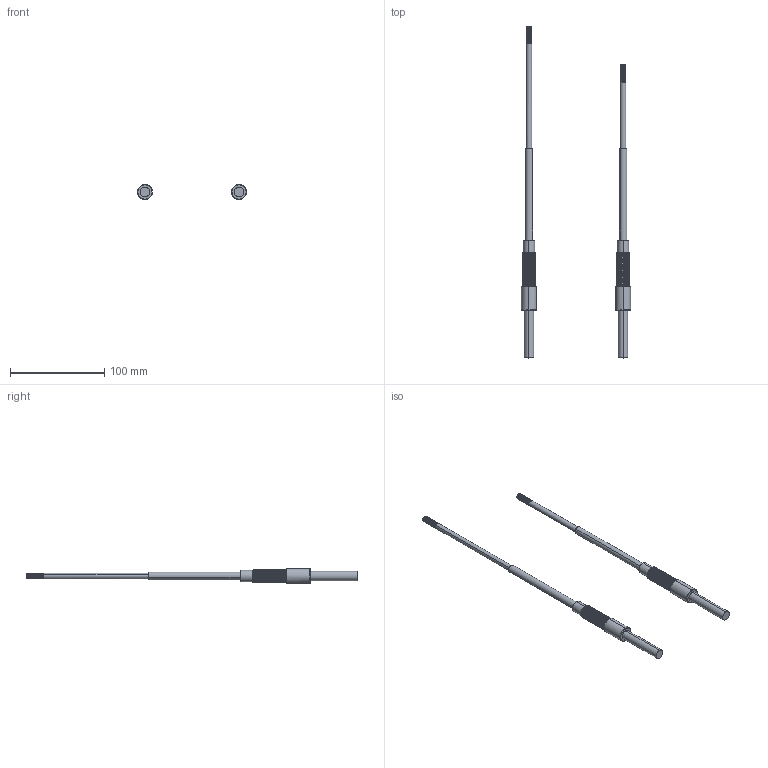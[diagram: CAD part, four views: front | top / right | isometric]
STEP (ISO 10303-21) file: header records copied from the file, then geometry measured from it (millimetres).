
FILE_DESCRIPTION (( 'STEP AP203' ), '1' );
FILE_NAME ('GCBX5-CBL-60.step', '2021-09-02T13:22:24', ( '' ), ( '' ), 'SwSTEP 2.0', 'SolidWorks 2021', '' );
FILE_SCHEMA (( 'CONFIG_CONTROL_DESIGN' ));
Length unit declared in the file: inch
Products named in the file (3): GCBX5-CBL-60_2; GCBX5-CBL-60_1; GCBX5-CBL-60
Assembly tree (2 placements, depth 2):
  GCBX5-CBL-60
    GCBX5-CBL-60_1
    GCBX5-CBL-60_2
Bounding box: 116 x 352.8 x 16 mm (x, y, z)
Volume: 31148.7 mm3; surface area: 32339.6 mm2
Topology: 8 solids, 8 shells, 300 faces, 1054 edges, 774 vertices
Faces by surface type: cylinder 218, bspline 58, plane 24
Entity records: 32433 total; most frequent: CARTESIAN_POINT 24507, ORIENTED_EDGE 2108, EDGE_CURVE 1054, DIRECTION 860, VERTEX_POINT 774, B_SPLINE_CURVE_WITH_KNOTS 744, EDGE_LOOP 312, AXIS2_PLACEMENT_3D 311
